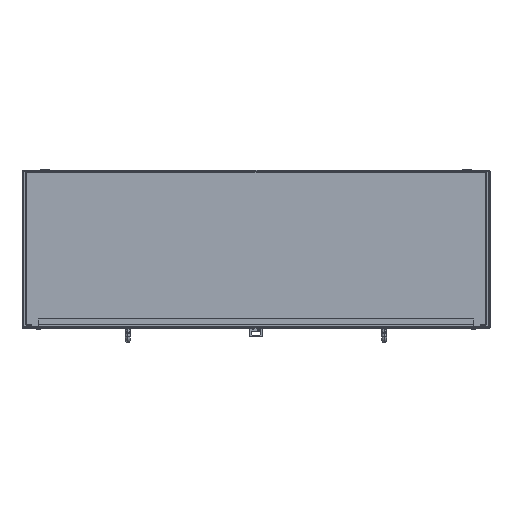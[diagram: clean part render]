
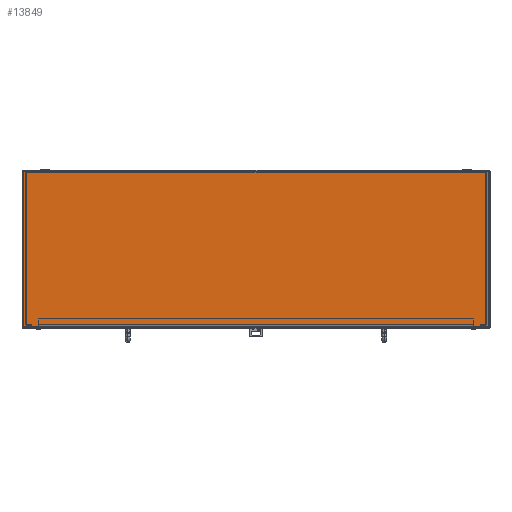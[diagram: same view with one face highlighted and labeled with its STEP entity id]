
A CAD part, top view. The second image highlights one B-rep face of the part: STEP entity #13849.
In plain terms, the highlighted planar face has unit normal (0, 0, 1).
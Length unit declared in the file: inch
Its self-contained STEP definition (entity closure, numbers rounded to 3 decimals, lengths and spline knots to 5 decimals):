
#322 = VERTEX_POINT ( 'NONE', #4789 ) ;
#525 = DIRECTION ( 'NONE',  ( 1., 0., 0. ) ) ;
#709 = DIRECTION ( 'NONE',  ( -1., 0., 0. ) ) ;
#1450 = CARTESIAN_POINT ( 'NONE',  ( -18.1515, -12.142, 18.036 ) ) ;
#1484 = VERTEX_POINT ( 'NONE', #16436 ) ;
#1547 = AXIS2_PLACEMENT_3D ( 'NONE', #11817, #16831, #2793 ) ;
#2216 = VERTEX_POINT ( 'NONE', #1450 ) ;
#2260 = LINE ( 'NONE', #16409, #4187 ) ;
#2793 = DIRECTION ( 'NONE',  ( -1., 0., 0. ) ) ;
#3514 = ORIENTED_EDGE ( 'NONE', *, *, #7055, .F. ) ;
#3601 = EDGE_CURVE ( 'NONE', #322, #1484, #6672, .T. ) ;
#4173 = EDGE_CURVE ( 'NONE', #2216, #5278, #10897, .T. ) ;
#4187 = VECTOR ( 'NONE', #525, 39.37008 ) ;
#4545 = ORIENTED_EDGE ( 'NONE', *, *, #18831, .F. ) ;
#4789 = CARTESIAN_POINT ( 'NONE',  ( 18.1515, -0.036, 18.036 ) ) ;
#5278 = VERTEX_POINT ( 'NONE', #10648 ) ;
#5332 = DIRECTION ( 'NONE',  ( 0., 1., 0. ) ) ;
#5384 = VECTOR ( 'NONE', #709, 39.37008 ) ;
#5968 = ORIENTED_EDGE ( 'NONE', *, *, #3601, .F. ) ;
#6672 = LINE ( 'NONE', #10040, #18367 ) ;
#7055 = EDGE_CURVE ( 'NONE', #5278, #322, #2260, .T. ) ;
#9270 = CARTESIAN_POINT ( 'NONE',  ( -18.1515, -12.142, 18.036 ) ) ;
#9750 = FACE_OUTER_BOUND ( 'NONE', #17392, .T. ) ;
#10040 = CARTESIAN_POINT ( 'NONE',  ( 18.1515, -0.036, 18.036 ) ) ;
#10648 = CARTESIAN_POINT ( 'NONE',  ( -18.1515, -0.036, 18.036 ) ) ;
#10897 = LINE ( 'NONE', #9270, #21736 ) ;
#11817 = CARTESIAN_POINT ( 'NONE',  ( 18.1515, -0.036, 18.036 ) ) ;
#13233 = PLANE ( 'NONE',  #1547 ) ;
#13849 = ADVANCED_FACE ( 'NONE', ( #9750 ), #13233, .T. ) ;
#15483 = ORIENTED_EDGE ( 'NONE', *, *, #4173, .F. ) ;
#16409 = CARTESIAN_POINT ( 'NONE',  ( -18.1515, -0.036, 18.036 ) ) ;
#16436 = CARTESIAN_POINT ( 'NONE',  ( 18.1515, -12.142, 18.036 ) ) ;
#16831 = DIRECTION ( 'NONE',  ( 0., 0., 1. ) ) ;
#17392 = EDGE_LOOP ( 'NONE', ( #15483, #4545, #5968, #3514 ) ) ;
#18367 = VECTOR ( 'NONE', #22162, 39.37008 ) ;
#18831 = EDGE_CURVE ( 'NONE', #1484, #2216, #21853, .T. ) ;
#20336 = CARTESIAN_POINT ( 'NONE',  ( 18.1515, -12.142, 18.036 ) ) ;
#21736 = VECTOR ( 'NONE', #5332, 39.37008 ) ;
#21853 = LINE ( 'NONE', #20336, #5384 ) ;
#22162 = DIRECTION ( 'NONE',  ( 0., -1., 0. ) ) ;
